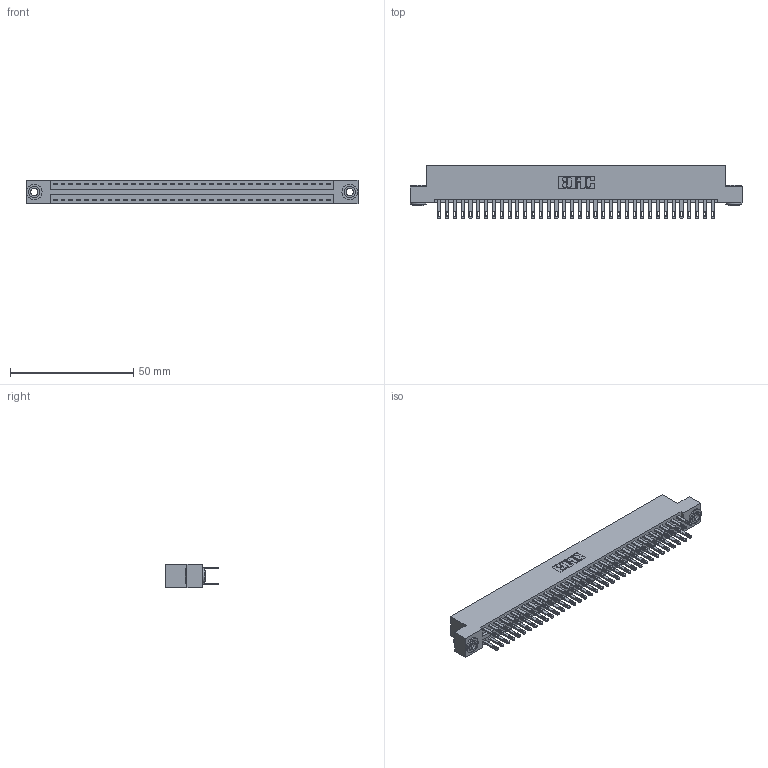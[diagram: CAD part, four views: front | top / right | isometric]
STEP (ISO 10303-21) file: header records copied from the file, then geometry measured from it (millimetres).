
FILE_DESCRIPTION (( 'STEP AP203' ), '1' );
FILE_NAME ('346-072-500-203.STEP', '2022-05-24T22:52:28', ( '' ), ( '' ), 'SwSTEP 2.0', 'SolidWorks 2020', '' );
FILE_SCHEMA (( 'CONFIG_CONTROL_DESIGN' ));
Length unit declared in the file: inch
Products named in the file (4): 345-250-002_345-250-002-102; 346 Part_Flush Mounting Lugs - 0.156 Dia-TH; 345-292-001_345-293-100; 346-072-500-203
Assembly tree (75 placements, depth 2):
  346-072-500-203
    346 Part_Flush Mounting Lugs - 0.156 Dia-TH
    345-292-001_345-293-100  x72
    345-250-002_345-250-002-102  x2
Bounding box: 134.87 x 21.84 x 9.4 mm (x, y, z)
Volume: 13326.6 mm3; surface area: 19226.3 mm2
Topology: 75 solids, 75 shells, 3630 faces, 11025 edges, 7346 vertices
Faces by surface type: plane 2188, cylinder 1434, cone 8
Entity records: 25298 total; most frequent: CARTESIAN_POINT 4157, ORIENTED_EDGE 4082, DIRECTION 3747, EDGE_CURVE 2041, LINE 1737, VECTOR 1737, VERTEX_POINT 1358, AXIS2_PLACEMENT_3D 1005
